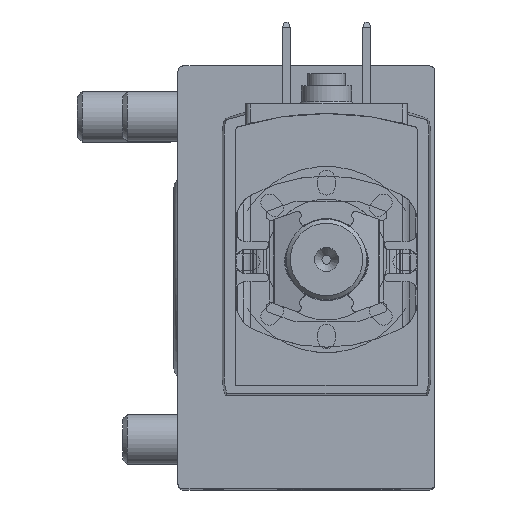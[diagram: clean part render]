
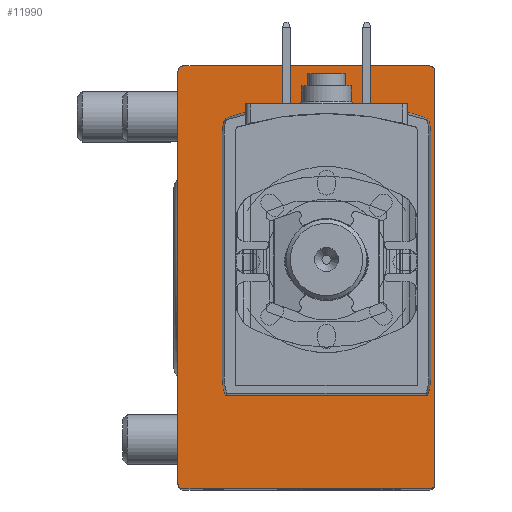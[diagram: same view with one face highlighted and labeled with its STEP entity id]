
A CAD part, top view. The second image highlights one B-rep face of the part: STEP entity #11990.
In plain terms, the highlighted planar face has unit normal (0, 0, 1).
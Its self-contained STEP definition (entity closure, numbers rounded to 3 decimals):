
#430=LINE('',#16453,#1265);
#464=LINE('',#16540,#1299);
#506=LINE('',#16733,#1341);
#513=LINE('',#16750,#1348);
#514=LINE('',#16755,#1349);
#515=LINE('',#16760,#1350);
#516=LINE('',#16764,#1351);
#517=LINE('',#16768,#1352);
#1265=VECTOR('',#13587,1000.);
#1299=VECTOR('',#13641,1000.);
#1341=VECTOR('',#13755,1000.);
#1348=VECTOR('',#13770,1000.);
#1349=VECTOR('',#13779,1000.);
#1350=VECTOR('',#13784,1000.);
#1351=VECTOR('',#13787,1000.);
#1352=VECTOR('',#13790,1000.);
#2248=ORIENTED_EDGE('',*,*,#4926,.T.);
#2249=ORIENTED_EDGE('',*,*,#4867,.F.);
#2250=ORIENTED_EDGE('',*,*,#4927,.F.);
#2251=ORIENTED_EDGE('',*,*,#4928,.F.);
#2252=ORIENTED_EDGE('',*,*,#4929,.F.);
#2253=ORIENTED_EDGE('',*,*,#4930,.F.);
#2254=ORIENTED_EDGE('',*,*,#4931,.F.);
#2255=ORIENTED_EDGE('',*,*,#4932,.F.);
#2256=ORIENTED_EDGE('',*,*,#4933,.F.);
#2257=ORIENTED_EDGE('',*,*,#4934,.F.);
#2258=ORIENTED_EDGE('',*,*,#4935,.F.);
#2259=ORIENTED_EDGE('',*,*,#4863,.F.);
#2260=ORIENTED_EDGE('',*,*,#4914,.T.);
#2261=ORIENTED_EDGE('',*,*,#4900,.T.);
#2262=ORIENTED_EDGE('',*,*,#4923,.T.);
#2263=ORIENTED_EDGE('',*,*,#4925,.T.);
#2264=ORIENTED_EDGE('',*,*,#4791,.T.);
#2265=ORIENTED_EDGE('',*,*,#4902,.T.);
#2266=ORIENTED_EDGE('',*,*,#4834,.T.);
#2267=ORIENTED_EDGE('',*,*,#4896,.T.);
#4791=EDGE_CURVE('',#6137,#6136,#430,.T.);
#4834=EDGE_CURVE('',#6180,#6179,#464,.T.);
#4863=EDGE_CURVE('',#6208,#6209,#7075,.T.);
#4867=EDGE_CURVE('',#6212,#6206,#7077,.T.);
#4896=EDGE_CURVE('',#6179,#6240,#7085,.T.);
#4900=EDGE_CURVE('',#6241,#6244,#7087,.T.);
#4902=EDGE_CURVE('',#6136,#6180,#7089,.T.);
#4914=EDGE_CURVE('',#6240,#6241,#506,.T.);
#4923=EDGE_CURVE('',#6244,#6258,#513,.T.);
#4925=EDGE_CURVE('',#6258,#6137,#7097,.T.);
#4926=EDGE_CURVE('',#6208,#6206,#514,.T.);
#4927=EDGE_CURVE('',#6259,#6212,#7098,.T.);
#4928=EDGE_CURVE('',#6260,#6259,#7099,.T.);
#4929=EDGE_CURVE('',#6261,#6260,#515,.T.);
#4930=EDGE_CURVE('',#6262,#6261,#7100,.T.);
#4931=EDGE_CURVE('',#6263,#6262,#516,.T.);
#4932=EDGE_CURVE('',#6264,#6263,#7101,.T.);
#4933=EDGE_CURVE('',#6265,#6264,#517,.T.);
#4934=EDGE_CURVE('',#6266,#6265,#7102,.T.);
#4935=EDGE_CURVE('',#6209,#6266,#7103,.T.);
#6136=VERTEX_POINT('',#16452);
#6137=VERTEX_POINT('',#16454);
#6179=VERTEX_POINT('',#16539);
#6180=VERTEX_POINT('',#16541);
#6206=VERTEX_POINT('',#16597);
#6208=VERTEX_POINT('',#16604);
#6209=VERTEX_POINT('',#16606);
#6212=VERTEX_POINT('',#16612);
#6240=VERTEX_POINT('',#16698);
#6241=VERTEX_POINT('',#16702);
#6244=VERTEX_POINT('',#16707);
#6258=VERTEX_POINT('',#16749);
#6259=VERTEX_POINT('',#16757);
#6260=VERTEX_POINT('',#16759);
#6261=VERTEX_POINT('',#16761);
#6262=VERTEX_POINT('',#16763);
#6263=VERTEX_POINT('',#16765);
#6264=VERTEX_POINT('',#16767);
#6265=VERTEX_POINT('',#16769);
#6266=VERTEX_POINT('',#16771);
#7075=CIRCLE('',#12587,30.);
#7077=CIRCLE('',#12589,30.);
#7085=CIRCLE('',#12600,0.5);
#7087=CIRCLE('',#12603,0.5);
#7089=CIRCLE('',#12606,0.5);
#7097=CIRCLE('',#12619,0.5);
#7098=CIRCLE('',#12621,0.5);
#7099=CIRCLE('',#12622,6.);
#7100=CIRCLE('',#12623,6.);
#7101=CIRCLE('',#12624,6.);
#7102=CIRCLE('',#12625,6.);
#7103=CIRCLE('',#12626,0.5);
#7470=EDGE_LOOP('',(#2248,#2249,#2250,#2251,#2252,#2253,#2254,#2255,#2256,
#2257,#2258,#2259));
#7471=EDGE_LOOP('',(#2260,#2261,#2262,#2263,#2264,#2265,#2266,#2267));
#8164=FACE_BOUND('',#7470,.T.);
#8165=FACE_BOUND('',#7471,.T.);
#8839=PLANE('',#12620);
#11990=ADVANCED_FACE('',(#8164,#8165),#8839,.T.);
#12587=AXIS2_PLACEMENT_3D('',#16605,#13679,#13680);
#12589=AXIS2_PLACEMENT_3D('',#16613,#13685,#13686);
#12600=AXIS2_PLACEMENT_3D('',#16699,#13720,#13721);
#12603=AXIS2_PLACEMENT_3D('',#16708,#13728,#13729);
#12606=AXIS2_PLACEMENT_3D('',#16711,#13734,#13735);
#12619=AXIS2_PLACEMENT_3D('',#16753,#13775,#13776);
#12620=AXIS2_PLACEMENT_3D('',#16754,#13777,#13778);
#12621=AXIS2_PLACEMENT_3D('',#16756,#13780,#13781);
#12622=AXIS2_PLACEMENT_3D('',#16758,#13782,#13783);
#12623=AXIS2_PLACEMENT_3D('',#16762,#13785,#13786);
#12624=AXIS2_PLACEMENT_3D('',#16766,#13788,#13789);
#12625=AXIS2_PLACEMENT_3D('',#16770,#13791,#13792);
#12626=AXIS2_PLACEMENT_3D('',#16772,#13793,#13794);
#13587=DIRECTION('',(0.,-1.,0.));
#13641=DIRECTION('',(1.,0.,0.));
#13679=DIRECTION('',(0.,0.,1.));
#13680=DIRECTION('',(1.,0.,0.));
#13685=DIRECTION('',(0.,0.,1.));
#13686=DIRECTION('',(1.,0.,0.));
#13720=DIRECTION('',(0.,0.,1.));
#13721=DIRECTION('',(1.,0.,0.));
#13728=DIRECTION('',(0.,0.,1.));
#13729=DIRECTION('',(1.,0.,0.));
#13734=DIRECTION('',(0.,0.,1.));
#13735=DIRECTION('',(1.,0.,0.));
#13755=DIRECTION('',(0.,1.,0.));
#13770=DIRECTION('',(-1.,0.,0.));
#13775=DIRECTION('',(0.,0.,1.));
#13776=DIRECTION('',(1.,0.,0.));
#13777=DIRECTION('',(0.,0.,1.));
#13778=DIRECTION('',(1.,0.,0.));
#13779=DIRECTION('',(1.,0.,0.));
#13780=DIRECTION('',(0.,0.,1.));
#13781=DIRECTION('',(1.,0.,0.));
#13782=DIRECTION('',(0.,0.,1.));
#13783=DIRECTION('',(1.,0.,0.));
#13784=DIRECTION('',(0.,1.,0.));
#13785=DIRECTION('',(0.,0.,1.));
#13786=DIRECTION('',(1.,0.,0.));
#13787=DIRECTION('',(1.,0.,0.));
#13788=DIRECTION('',(0.,0.,1.));
#13789=DIRECTION('',(1.,0.,0.));
#13790=DIRECTION('',(0.,-1.,0.));
#13791=DIRECTION('',(0.,0.,1.));
#13792=DIRECTION('',(1.,0.,0.));
#13793=DIRECTION('',(0.,0.,1.));
#13794=DIRECTION('',(1.,0.,0.));
#16452=CARTESIAN_POINT('',(-14.75,0.5,28.9));
#16453=CARTESIAN_POINT('',(-14.75,41.5,28.9));
#16454=CARTESIAN_POINT('',(-14.75,41.5,28.9));
#16539=CARTESIAN_POINT('',(10.25,0.,28.9));
#16540=CARTESIAN_POINT('',(-14.25,0.,28.9));
#16541=CARTESIAN_POINT('',(-14.25,0.,28.9));
#16597=CARTESIAN_POINT('',(7.681,37.5,28.9));
#16604=CARTESIAN_POINT('',(-7.681,37.5,28.9));
#16605=CARTESIAN_POINT('',(0.,8.5,28.9));
#16606=CARTESIAN_POINT('',(-9.869,36.83,28.9));
#16612=CARTESIAN_POINT('',(9.869,36.83,28.9));
#16613=CARTESIAN_POINT('',(0.,8.5,28.9));
#16698=CARTESIAN_POINT('',(10.75,0.5,28.9));
#16699=CARTESIAN_POINT('',(10.25,0.5,28.9));
#16702=CARTESIAN_POINT('',(10.75,41.5,28.9));
#16707=CARTESIAN_POINT('',(10.25,42.,28.9));
#16708=CARTESIAN_POINT('',(10.25,41.5,28.9));
#16711=CARTESIAN_POINT('',(-14.25,0.5,28.9));
#16733=CARTESIAN_POINT('',(10.75,0.5,28.9));
#16749=CARTESIAN_POINT('',(-14.25,42.,28.9));
#16750=CARTESIAN_POINT('',(10.25,42.,28.9));
#16753=CARTESIAN_POINT('',(-14.25,41.5,28.9));
#16754=CARTESIAN_POINT('',(-14.25,0.5,28.9));
#16755=CARTESIAN_POINT('',(-19.,37.5,28.9));
#16756=CARTESIAN_POINT('',(9.704,36.358,28.9));
#16757=CARTESIAN_POINT('',(10.191,36.473,28.9));
#16758=CARTESIAN_POINT('',(4.35,35.1,28.9));
#16759=CARTESIAN_POINT('',(10.35,35.1,28.9));
#16760=CARTESIAN_POINT('',(10.35,11.2,28.9));
#16761=CARTESIAN_POINT('',(10.35,11.2,28.9));
#16762=CARTESIAN_POINT('',(4.35,11.2,28.9));
#16763=CARTESIAN_POINT('',(10.041,9.3,28.9));
#16764=CARTESIAN_POINT('',(-10.041,9.3,28.9));
#16765=CARTESIAN_POINT('',(-10.041,9.3,28.9));
#16766=CARTESIAN_POINT('',(-4.35,11.2,28.9));
#16767=CARTESIAN_POINT('',(-10.35,11.2,28.9));
#16768=CARTESIAN_POINT('',(-10.35,35.1,28.9));
#16769=CARTESIAN_POINT('',(-10.35,35.1,28.9));
#16770=CARTESIAN_POINT('',(-4.35,35.1,28.9));
#16771=CARTESIAN_POINT('',(-10.191,36.473,28.9));
#16772=CARTESIAN_POINT('',(-9.704,36.358,28.9));
